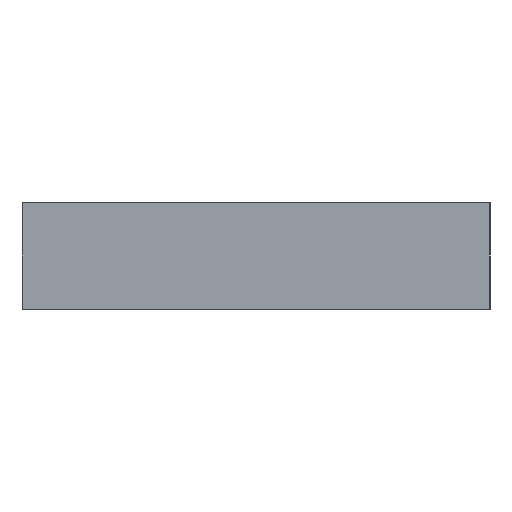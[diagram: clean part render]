
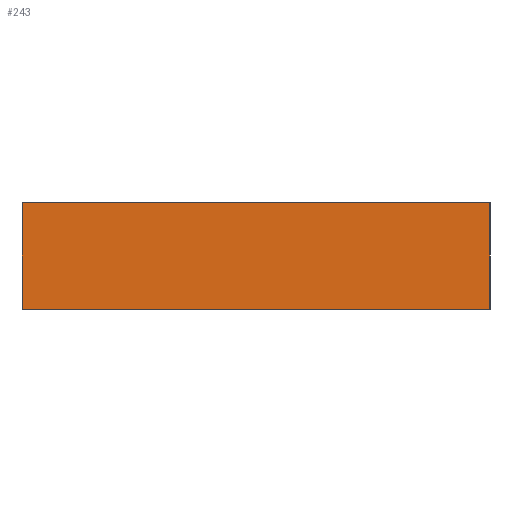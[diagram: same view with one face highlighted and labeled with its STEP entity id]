
A CAD part, left-side view. The second image highlights one B-rep face of the part: STEP entity #243.
In plain terms, the highlighted planar face has unit normal (-1, 0, 0).
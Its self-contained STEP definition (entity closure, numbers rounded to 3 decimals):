
#27=PLANE('',#289);
#38=FACE_OUTER_BOUND('',#49,.T.);
#49=EDGE_LOOP('',(#200,#201,#202,#203));
#73=LINE('',#418,#90);
#75=LINE('',#422,#92);
#76=LINE('',#424,#93);
#77=LINE('',#425,#94);
#90=VECTOR('',#349,10.);
#92=VECTOR('',#353,10.);
#93=VECTOR('',#354,10.);
#94=VECTOR('',#355,10.);
#131=VERTEX_POINT('',#415);
#132=VERTEX_POINT('',#417);
#133=VERTEX_POINT('',#421);
#134=VERTEX_POINT('',#423);
#160=EDGE_CURVE('',#132,#131,#73,.T.);
#162=EDGE_CURVE('',#131,#133,#75,.T.);
#163=EDGE_CURVE('',#134,#133,#76,.T.);
#164=EDGE_CURVE('',#132,#134,#77,.T.);
#200=ORIENTED_EDGE('',*,*,#162,.T.);
#201=ORIENTED_EDGE('',*,*,#163,.F.);
#202=ORIENTED_EDGE('',*,*,#164,.F.);
#203=ORIENTED_EDGE('',*,*,#160,.T.);
#243=ADVANCED_FACE('',(#38),#27,.T.);
#289=AXIS2_PLACEMENT_3D('',#420,#351,#352);
#349=DIRECTION('',(0.,0.,1.));
#351=DIRECTION('center_axis',(-1.,0.,0.));
#352=DIRECTION('ref_axis',(0.,0.,1.));
#353=DIRECTION('',(0.,1.,0.));
#354=DIRECTION('',(0.,0.,1.));
#355=DIRECTION('',(0.,1.,0.));
#415=CARTESIAN_POINT('',(-140.,-17.5,8.));
#417=CARTESIAN_POINT('',(-140.,-17.5,0.));
#418=CARTESIAN_POINT('',(-140.,-17.5,0.));
#420=CARTESIAN_POINT('Origin',(-140.,-17.5,0.));
#421=CARTESIAN_POINT('',(-140.,17.5,8.));
#422=CARTESIAN_POINT('',(-140.,-17.5,8.));
#423=CARTESIAN_POINT('',(-140.,17.5,0.));
#424=CARTESIAN_POINT('',(-140.,17.5,0.));
#425=CARTESIAN_POINT('',(-140.,-17.5,0.));
